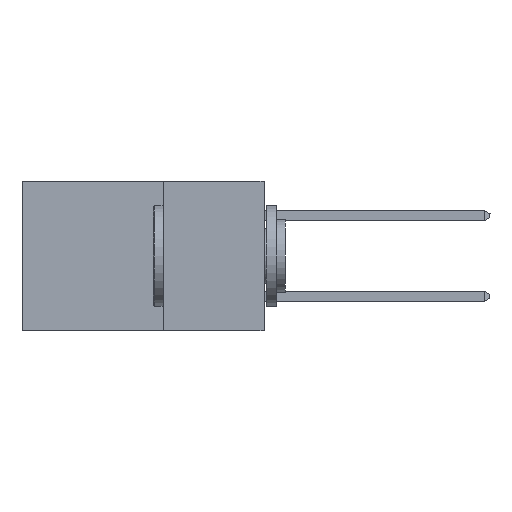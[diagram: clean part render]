
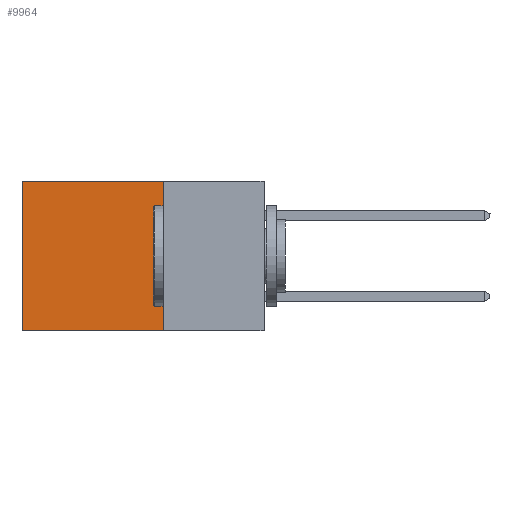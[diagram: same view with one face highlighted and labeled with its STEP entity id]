
A CAD part, left-side view. The second image highlights one B-rep face of the part: STEP entity #9964.
In plain terms, the highlighted planar face has unit normal (-1, 0, 0).
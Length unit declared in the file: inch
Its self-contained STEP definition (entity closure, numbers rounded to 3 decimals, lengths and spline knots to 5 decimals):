
#333 = EDGE_LOOP ( 'NONE', ( #19609, #16050, #17138, #8886 ) ) ;
#544 = CARTESIAN_POINT ( 'NONE',  ( 0.298, 0.6, 0. ) ) ;
#569 = VECTOR ( 'NONE', #2972, 39.37008 ) ;
#1063 = DIRECTION ( 'NONE',  ( 0., 0., -1. ) ) ;
#1084 = LINE ( 'NONE', #16920, #6674 ) ;
#1199 = CARTESIAN_POINT ( 'NONE',  ( 0.298, 0.6, 0. ) ) ;
#1365 = DIRECTION ( 'NONE',  ( 0., 0., -1. ) ) ;
#1519 = FACE_OUTER_BOUND ( 'NONE', #333, .T. ) ;
#2284 = AXIS2_PLACEMENT_3D ( 'NONE', #12791, #10949, #1365 ) ;
#2972 = DIRECTION ( 'NONE',  ( 0., 1., 0. ) ) ;
#3803 = DIRECTION ( 'NONE',  ( 0., 0., -1. ) ) ;
#4486 = LINE ( 'NONE', #18252, #16674 ) ;
#5002 = VERTEX_POINT ( 'NONE', #16229 ) ;
#5427 = VECTOR ( 'NONE', #1063, 39.37008 ) ;
#5664 = LINE ( 'NONE', #19070, #569 ) ;
#5679 = CARTESIAN_POINT ( 'NONE',  ( 0.298, 0.6, -0.37 ) ) ;
#6674 = VECTOR ( 'NONE', #3803, 39.37008 ) ;
#6725 = CARTESIAN_POINT ( 'NONE',  ( 0.298, 0.25, -0.37 ) ) ;
#8430 = DIRECTION ( 'NONE',  ( 0., 1., 0. ) ) ;
#8886 = ORIENTED_EDGE ( 'NONE', *, *, #12412, .T. ) ;
#9408 = EDGE_CURVE ( 'NONE', #18253, #20798, #5664, .T. ) ;
#9964 = ADVANCED_FACE ( 'NONE', ( #1519 ), #11091, .F. ) ;
#10949 = DIRECTION ( 'NONE',  ( 1., 0., 0. ) ) ;
#11091 = PLANE ( 'NONE',  #2284 ) ;
#12412 = EDGE_CURVE ( 'NONE', #5002, #16693, #4486, .T. ) ;
#12791 = CARTESIAN_POINT ( 'NONE',  ( 0.298, 0.25, 0. ) ) ;
#14068 = LINE ( 'NONE', #1199, #5427 ) ;
#16050 = ORIENTED_EDGE ( 'NONE', *, *, #9408, .F. ) ;
#16229 = CARTESIAN_POINT ( 'NONE',  ( 0.298, 0.25, 0. ) ) ;
#16674 = VECTOR ( 'NONE', #8430, 39.37008 ) ;
#16693 = VERTEX_POINT ( 'NONE', #544 ) ;
#16920 = CARTESIAN_POINT ( 'NONE',  ( 0.298, 0.25, 0. ) ) ;
#17138 = ORIENTED_EDGE ( 'NONE', *, *, #20186, .F. ) ;
#18252 = CARTESIAN_POINT ( 'NONE',  ( 0.298, 0.25, 0. ) ) ;
#18253 = VERTEX_POINT ( 'NONE', #6725 ) ;
#19070 = CARTESIAN_POINT ( 'NONE',  ( 0.298, 0.25, -0.37 ) ) ;
#19238 = EDGE_CURVE ( 'NONE', #16693, #20798, #14068, .T. ) ;
#19609 = ORIENTED_EDGE ( 'NONE', *, *, #19238, .T. ) ;
#20186 = EDGE_CURVE ( 'NONE', #5002, #18253, #1084, .T. ) ;
#20798 = VERTEX_POINT ( 'NONE', #5679 ) ;
